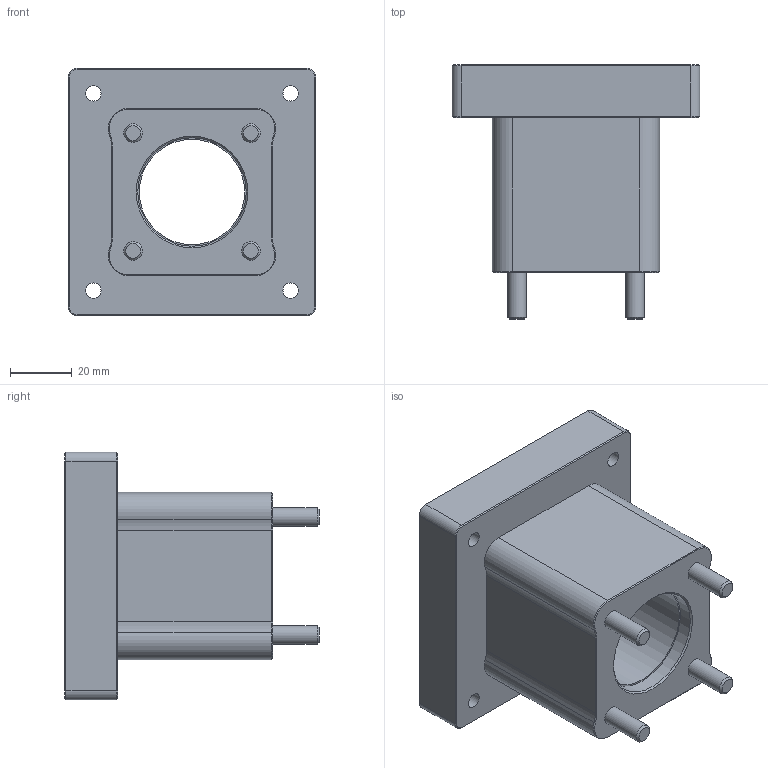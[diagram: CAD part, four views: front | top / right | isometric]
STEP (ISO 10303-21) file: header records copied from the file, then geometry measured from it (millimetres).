
FILE_DESCRIPTION(/* description */ (''),/* implementation_level */ '2;1');
FILE_NAME(/* name */ 'CAD_73454.stp',/* time_stamp */ '2016-11-11T12:26:50+01:00',/* author */ ('Hypex'),/* organization */ ('Hypex'),/* preprocessor_version */ 'ST-DEVELOPER v16.1',/* originating_system */ 'Autodesk Inventor 2016',/* authorisation */ '');
FILE_SCHEMA (('AUTOMOTIVE_DESIGN { 1 0 10303 214 3 1 1 }'));
Length unit declared in the file: millimetre
Products named in the file (1): CAD_73454
Bounding box: 80 x 82 x 80 mm (x, y, z)
Volume: 170649.5 mm3; surface area: 36195.4 mm2
Topology: 1 solids, 1 shells, 74 faces, 161 edges, 96 vertices
Faces by surface type: plane 29, cylinder 23, cone 22
Full cylindrical faces by diameter (mm): 4.917 x4, 6 x4, 34 x1, 35 x1, 70 x1
Entity records: 1960 total; most frequent: DIRECTION 362, CARTESIAN_POINT 315, ORIENTED_EDGE 288, EDGE_CURVE 144, AXIS2_PLACEMENT_3D 143, EDGE_LOOP 108, VERTEX_POINT 96, LINE 76
